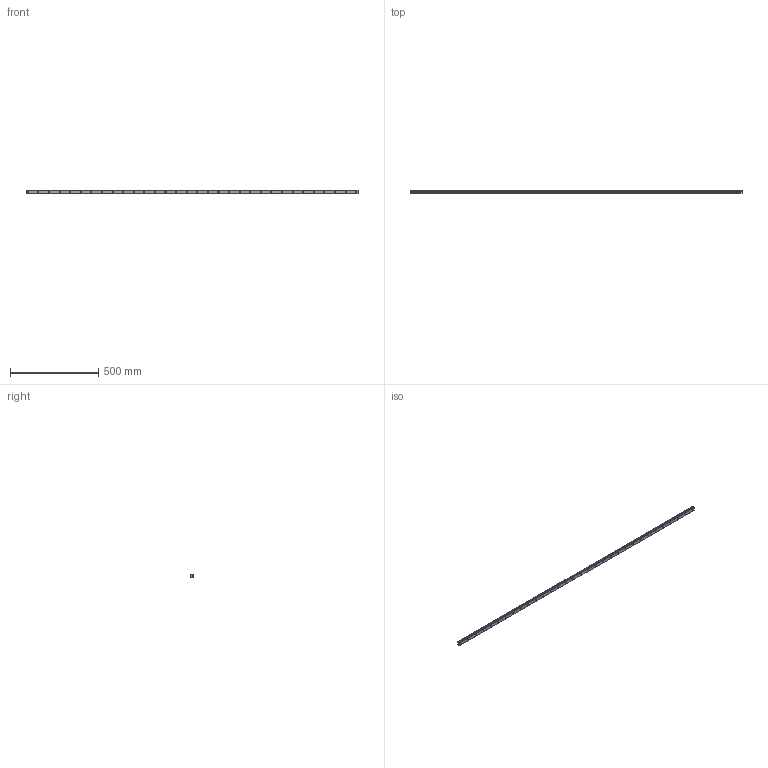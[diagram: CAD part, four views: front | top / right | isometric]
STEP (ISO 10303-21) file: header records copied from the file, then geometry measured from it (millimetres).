
FILE_DESCRIPTION (( 'STEP AP214' ), '1' );
FILE_NAME ('SSR20XTB1SS-1880L_G10_0_B-M6F_906-75_0_0_0.STEP', '2021-06-25T11:34:41', ( '' ), ( '' ), 'SwSTEP 2.0', 'SolidWorks 2021', '' );
FILE_SCHEMA (( 'AUTOMOTIVE_DESIGN' ));
Length unit declared in the file: millimetre
Products named in the file (2): SSR20XTB1SS-1880L_G10_0_B-M6F_906-75_0_0_0; _SSR20XTB188010 Track
Assembly tree (1 placements, depth 2):
  SSR20XTB1SS-1880L_G10_0_B-M6F_906-75_0_0_0
    _SSR20XTB188010 Track
Bounding box: 1880 x 15.5 x 20 mm (x, y, z)
Volume: 497262.7 mm3; surface area: 150559.7 mm2
Topology: 1 solids, 1 shells, 187 faces, 459 edges, 306 vertices
Faces by surface type: cylinder 135, plane 52
Entity records: 5857 total; most frequent: DIRECTION 1111, CARTESIAN_POINT 956, ORIENTED_EDGE 918, AXIS2_PLACEMENT_3D 461, EDGE_CURVE 459, VERTEX_POINT 306, EDGE_LOOP 283, CIRCLE 270
